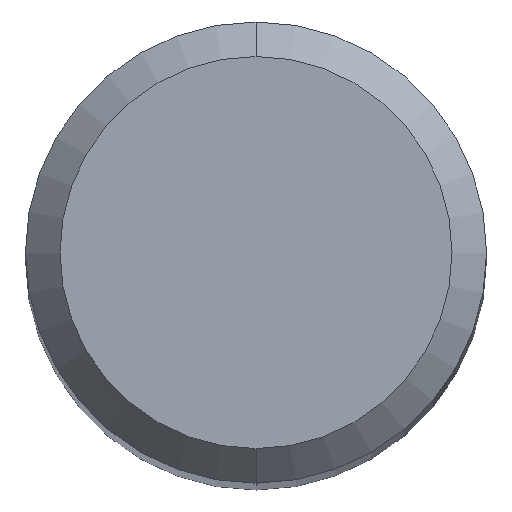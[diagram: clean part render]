
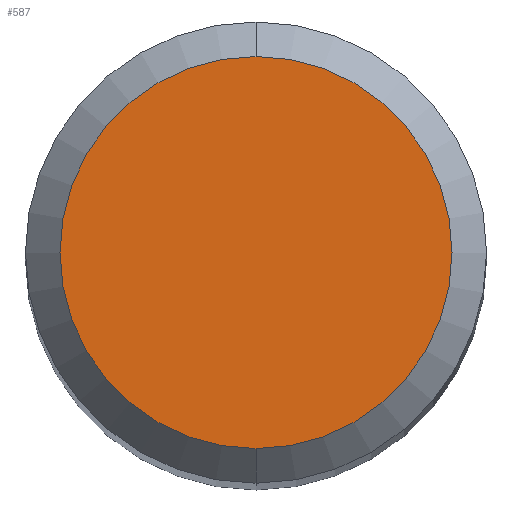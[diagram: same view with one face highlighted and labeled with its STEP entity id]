
A CAD part, top view. The second image highlights one B-rep face of the part: STEP entity #587.
In plain terms, the highlighted planar face has unit normal (0, 0, 1).
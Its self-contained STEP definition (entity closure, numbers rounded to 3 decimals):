
#259=VERTEX_POINT('',#692);
#395=EDGE_CURVE('',#259,#497,#843,.T.);
#497=VERTEX_POINT('',#958);
#587=ADVANCED_FACE('',(#1054),#1055,.T.);
#611=EDGE_CURVE('',#497,#259,#1080,.T.);
#692=CARTESIAN_POINT('',(0.,-1.7,0.0));
#843=CIRCLE('',#1399,1.7);
#958=CARTESIAN_POINT('',(0.0,1.7,0.0));
#1054=FACE_OUTER_BOUND('',#1770,.T.);
#1055=PLANE('',#1771);
#1080=CIRCLE('',#1827,1.7);
#1399=AXIS2_PLACEMENT_3D('',#2127,#2128,#2129);
#1770=EDGE_LOOP('',(#2476,#2477));
#1771=AXIS2_PLACEMENT_3D('',#2478,#2479,#2480);
#1827=AXIS2_PLACEMENT_3D('',#2491,#2492,#2493);
#2127=CARTESIAN_POINT('',(0.0,0.0,0.0));
#2128=DIRECTION('',(0.0,0.0,-1.0));
#2129=DIRECTION('',(0.0,1.0,0.0));
#2476=ORIENTED_EDGE('',*,*,#611,.F.);
#2477=ORIENTED_EDGE('',*,*,#395,.F.);
#2478=CARTESIAN_POINT('',(0.0,0.85,0.0));
#2479=DIRECTION('',(-0.0,0.0,1.0));
#2480=DIRECTION('',(0.0,-1.0,0.0));
#2491=CARTESIAN_POINT('',(0.0,0.0,0.0));
#2492=DIRECTION('',(0.0,0.0,-1.0));
#2493=DIRECTION('',(0.0,1.0,0.0));
